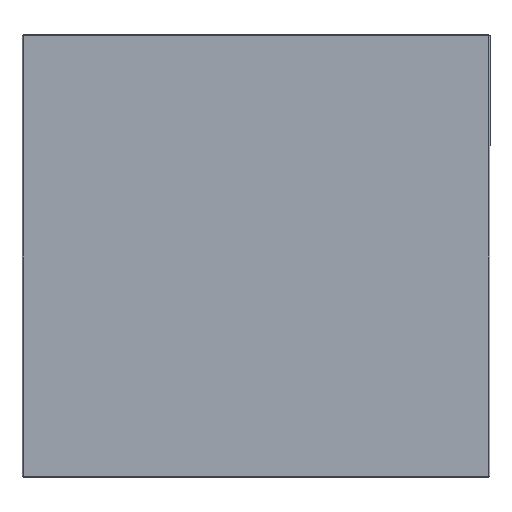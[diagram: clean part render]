
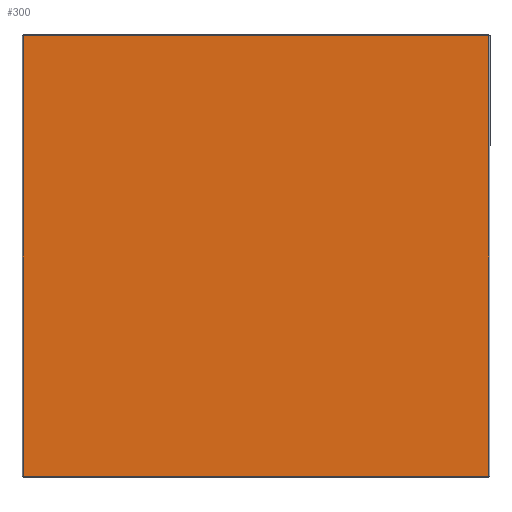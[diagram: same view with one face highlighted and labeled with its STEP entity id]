
A CAD part, left-side view. The second image highlights one B-rep face of the part: STEP entity #300.
In plain terms, the highlighted planar face has unit normal (-1, 0, 0).
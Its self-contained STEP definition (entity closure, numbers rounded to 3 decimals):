
#3 = FACE_OUTER_BOUND ( 'NONE', #2025, .T. ) ;
#22 = CARTESIAN_POINT ( 'NONE',  ( -1.2, 371.3, 351.3 ) ) ;
#42 = ORIENTED_EDGE ( 'NONE', *, *, #1504, .F. ) ;
#219 = VERTEX_POINT ( 'NONE', #252 ) ;
#220 = EDGE_CURVE ( 'NONE', #219, #1442, #1738, .T. ) ;
#244 = CARTESIAN_POINT ( 'NONE',  ( -1.2, 371.3, -351.3 ) ) ;
#252 = CARTESIAN_POINT ( 'NONE',  ( -1.2, 371.3, -351.3 ) ) ;
#300 = ADVANCED_FACE ( 'NONE', ( #3 ), #629, .F. ) ;
#347 = LINE ( 'NONE', #1106, #508 ) ;
#375 = VECTOR ( 'NONE', #611, 1000. ) ;
#421 = VECTOR ( 'NONE', #1030, 1000. ) ;
#457 = CARTESIAN_POINT ( 'NONE',  ( -1.2, -371.3, -351.3 ) ) ;
#458 = DIRECTION ( 'NONE',  ( 1., 0., 0. ) ) ;
#466 = DIRECTION ( 'NONE',  ( 0., 0., -1. ) ) ;
#508 = VECTOR ( 'NONE', #1940, 1000. ) ;
#611 = DIRECTION ( 'NONE',  ( 0., 0., 1. ) ) ;
#629 = PLANE ( 'NONE',  #727 ) ;
#711 = LINE ( 'NONE', #1895, #421 ) ;
#727 = AXIS2_PLACEMENT_3D ( 'NONE', #800, #458, #466 ) ;
#800 = CARTESIAN_POINT ( 'NONE',  ( -1.2, 0., 0. ) ) ;
#1009 = ORIENTED_EDGE ( 'NONE', *, *, #2195, .F. ) ;
#1030 = DIRECTION ( 'NONE',  ( 0., -1., 0. ) ) ;
#1106 = CARTESIAN_POINT ( 'NONE',  ( -1.2, -371.3, -351.3 ) ) ;
#1163 = CARTESIAN_POINT ( 'NONE',  ( -1.2, -371.3, -351.3 ) ) ;
#1181 = ORIENTED_EDGE ( 'NONE', *, *, #220, .F. ) ;
#1231 = VERTEX_POINT ( 'NONE', #1163 ) ;
#1295 = LINE ( 'NONE', #457, #1884 ) ;
#1442 = VERTEX_POINT ( 'NONE', #22 ) ;
#1504 = EDGE_CURVE ( 'NONE', #1564, #1231, #347, .T. ) ;
#1553 = ORIENTED_EDGE ( 'NONE', *, *, #1861, .F. ) ;
#1564 = VERTEX_POINT ( 'NONE', #1614 ) ;
#1614 = CARTESIAN_POINT ( 'NONE',  ( -1.2, -371.3, 351.3 ) ) ;
#1738 = LINE ( 'NONE', #244, #375 ) ;
#1802 = DIRECTION ( 'NONE',  ( 0., 1., 0. ) ) ;
#1861 = EDGE_CURVE ( 'NONE', #1442, #1564, #711, .T. ) ;
#1884 = VECTOR ( 'NONE', #1802, 1000. ) ;
#1895 = CARTESIAN_POINT ( 'NONE',  ( -1.2, -371.3, 351.3 ) ) ;
#1940 = DIRECTION ( 'NONE',  ( 0., 0., -1. ) ) ;
#2025 = EDGE_LOOP ( 'NONE', ( #1553, #1181, #1009, #42 ) ) ;
#2195 = EDGE_CURVE ( 'NONE', #1231, #219, #1295, .T. ) ;
